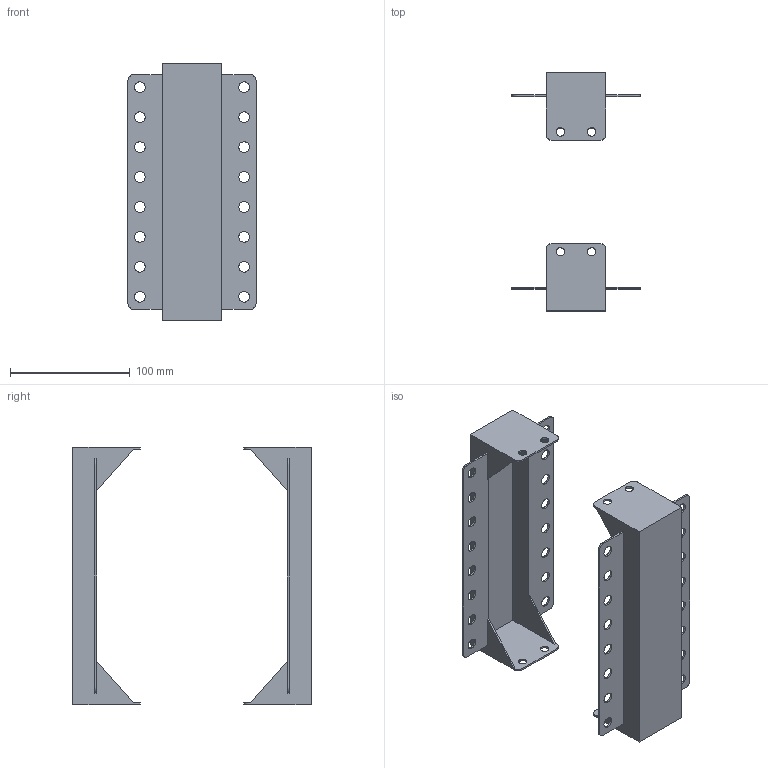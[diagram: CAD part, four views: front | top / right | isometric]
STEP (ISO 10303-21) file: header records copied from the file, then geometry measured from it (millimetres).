
FILE_DESCRIPTION (( 'STEP AP214' ), '1' );
FILE_NAME ('0396-0000-41-07.step', '2023-01-11T07:49:12', ( '' ), ( '' ), 'SwSTEP 2.0', 'SolidWorks 2019', '' );
FILE_SCHEMA (( 'AUTOMOTIVE_DESIGN' ));
Length unit declared in the file: millimetre
Products named in the file (1): 0396-0000-41-07
Bounding box: 107 x 199 x 215 mm (x, y, z)
Volume: 108452.2 mm3; surface area: 148315.3 mm2
Topology: 2 solids, 2 shells, 148 faces, 432 edges, 288 vertices
Faces by surface type: cylinder 96, plane 52
Entity records: 5191 total; most frequent: DIRECTION 922, CARTESIAN_POINT 869, ORIENTED_EDGE 864, EDGE_CURVE 432, AXIS2_PLACEMENT_3D 341, VERTEX_POINT 288, VECTOR 240, LINE 240
